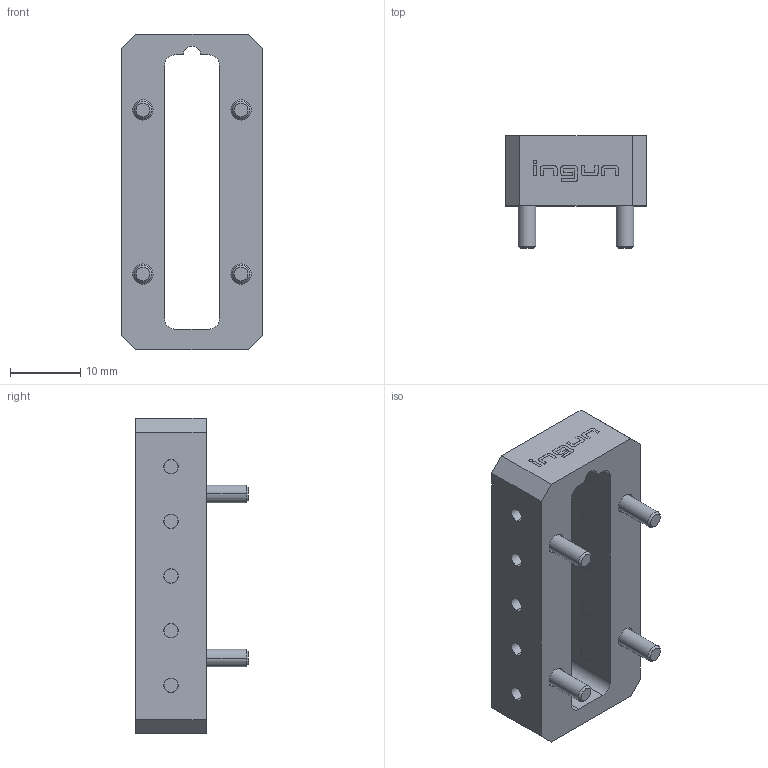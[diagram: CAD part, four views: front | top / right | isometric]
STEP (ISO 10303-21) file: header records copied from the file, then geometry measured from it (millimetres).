
FILE_DESCRIPTION (( 'STEP AP203' ), '1' );
FILE_NAME ('INGUN_KS-802_MTNT-5.STEP', '2021-02-12T09:59:41', ( '' ), ( '' ), 'SwSTEP 2.0', 'SolidWorks 2018', '' );
FILE_SCHEMA (( 'CONFIG_CONTROL_DESIGN' ));
Length unit declared in the file: millimetre
Products named in the file (1): INGUN_KS-802_MTNT-5
Bounding box: 20 x 16 x 45 mm (x, y, z)
Volume: 5742.6 mm3; surface area: 4435.5 mm2
Topology: 1 solids, 1 shells, 311 faces, 786 edges, 510 vertices
Faces by surface type: cylinder 149, plane 118, cone 44
Entity records: 9529 total; most frequent: DIRECTION 1754, CARTESIAN_POINT 1608, ORIENTED_EDGE 1572, EDGE_CURVE 786, AXIS2_PLACEMENT_3D 656, VERTEX_POINT 510, LINE 442, VECTOR 442
